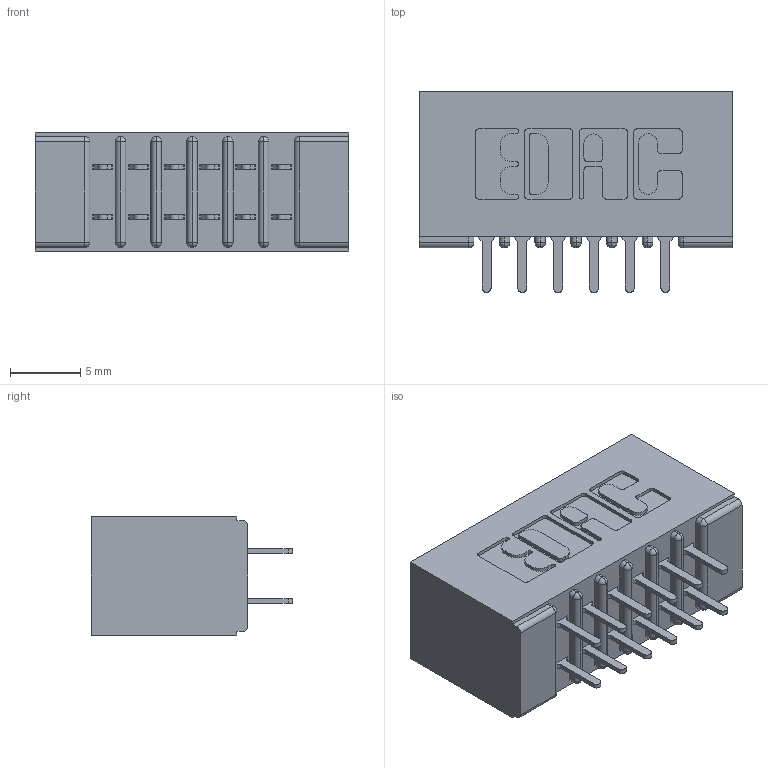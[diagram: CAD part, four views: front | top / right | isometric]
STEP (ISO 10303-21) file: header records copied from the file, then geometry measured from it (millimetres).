
FILE_DESCRIPTION (( 'STEP AP203' ), '1' );
FILE_NAME ('391-012-520-201.STEP', '2018-08-08T16:23:13', ( '' ), ( '' ), 'SwSTEP 2.0', 'SolidWorks 2016', '' );
FILE_SCHEMA (( 'CONFIG_CONTROL_DESIGN' ));
Length unit declared in the file: inch
Products named in the file (3): 341 Part_No Mounting Lugs; 341-292-001_341-292-120; 391-012-520-201
Assembly tree (13 placements, depth 2):
  391-012-520-201
    341 Part_No Mounting Lugs
    341-292-001_341-292-120  x12
Bounding box: 22.23 x 14.27 x 8.38 mm (x, y, z)
Volume: 1438.2 mm3; surface area: 2675.2 mm2
Topology: 13 solids, 13 shells, 900 faces, 2590 edges, 1678 vertices
Faces by surface type: plane 544, cylinder 332, sphere 14, torus 10
Entity records: 11779 total; most frequent: CARTESIAN_POINT 1958, ORIENTED_EDGE 1940, DIRECTION 1924, EDGE_CURVE 970, VECTOR 748, LINE 748, VERTEX_POINT 622, AXIS2_PLACEMENT_3D 588
